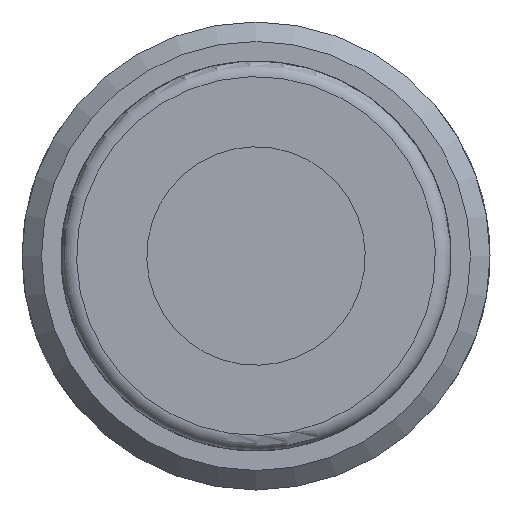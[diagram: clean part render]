
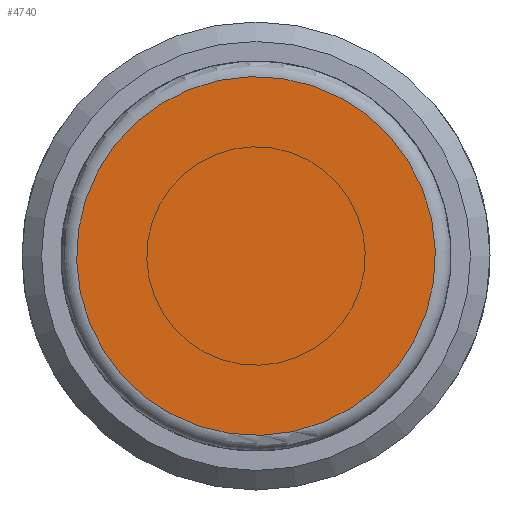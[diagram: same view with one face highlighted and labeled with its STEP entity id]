
A CAD part, left-side view. The second image highlights one B-rep face of the part: STEP entity #4740.
In plain terms, the highlighted planar face has unit normal (-1, 0, 0).
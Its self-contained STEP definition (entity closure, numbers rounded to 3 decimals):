
#4724=CARTESIAN_POINT('',(-14.9,0.471,-1.424));
#4725=DIRECTION('',(-1.0,0.0,0.0));
#4726=DIRECTION('',(0.0,0.949,0.314));
#4727=AXIS2_PLACEMENT_3D('',#4724,#4725,#4726);
#4728=PLANE('',#4727);
#4729=CARTESIAN_POINT('',(-14.9,1.444,-4.368));
#4730=VERTEX_POINT('',#4729);
#4731=CARTESIAN_POINT('',(-14.9,0.,0.));
#4732=DIRECTION('',(1.0,0.,0.));
#4733=DIRECTION('',(0.,-0.314,0.949));
#4734=AXIS2_PLACEMENT_3D('',#4731,#4732,#4733);
#4735=CIRCLE('',#4734,4.6);
#4736=EDGE_CURVE('',#4730,#4730,#4735,.T.);
#4737=ORIENTED_EDGE('',*,*,#4736,.F.);
#4738=EDGE_LOOP('',(#4737));
#4739=FACE_OUTER_BOUND('',#4738,.T.);
#4740=ADVANCED_FACE('',(#4739),#4728,.T.);
